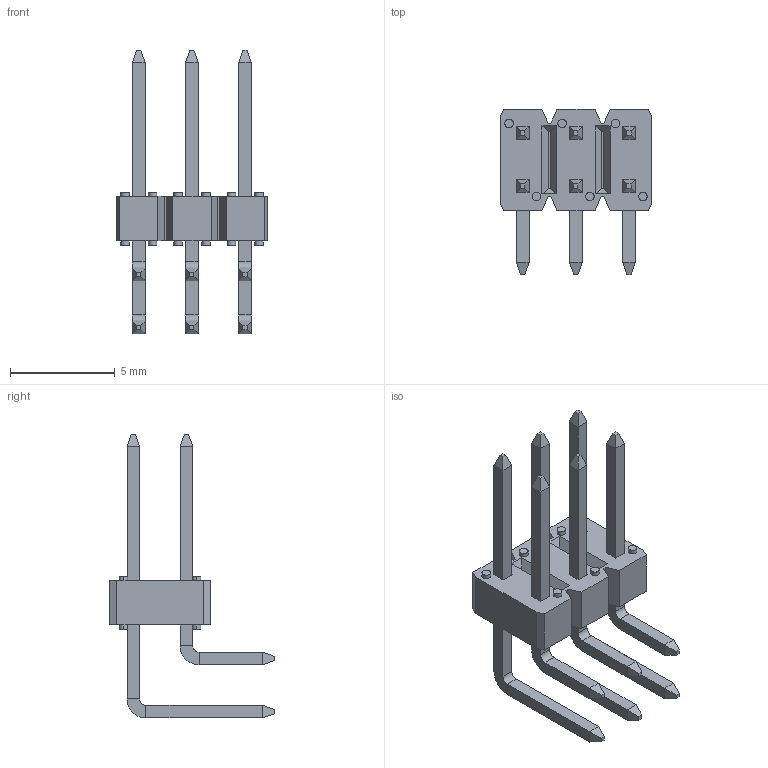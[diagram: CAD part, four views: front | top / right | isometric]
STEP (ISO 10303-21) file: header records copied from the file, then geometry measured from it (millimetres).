
FILE_DESCRIPTION((''),'2;1');
FILE_NAME('77317-Y12-06_SW0002','2009-09-28T',('kareems'),('FCI - ELX Division'),'PRO/ENGINEER BY PARAMETRIC TECHNOLOGY CORPORATION, 2008010','PRO/ENGINEER BY PARAMETRIC TECHNOLOGY CORPORATION, 2008010','');
FILE_SCHEMA(('CONFIG_CONTROL_DESIGN'));
Length unit declared in the file: millimetre
Products named in the file (1): 77317-Y12-06_SW0002
Bounding box: 7.22 x 7.89 x 13.58 mm (x, y, z)
Volume: 101.3 mm3; surface area: 376.8 mm2
Topology: 1 solids, 1 shells, 250 faces, 576 edges, 344 vertices
Faces by surface type: plane 214, cylinder 36
Entity records: 6894 total; most frequent: CARTESIAN_POINT 1170, ORIENTED_EDGE 1152, DIRECTION 1148, EDGE_CURVE 576, VECTOR 504, LINE 504, VERTEX_POINT 344, AXIS2_PLACEMENT_3D 322
